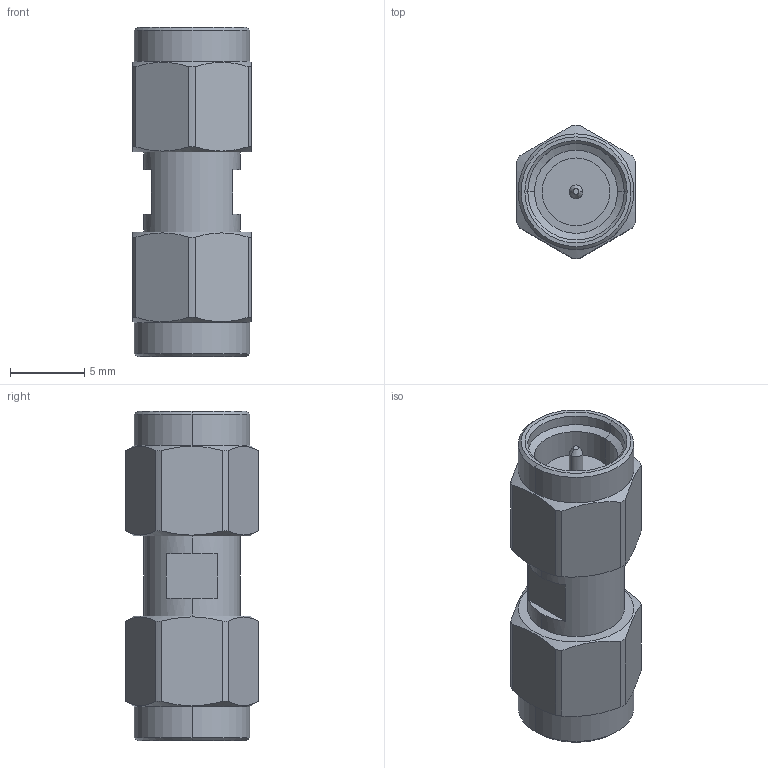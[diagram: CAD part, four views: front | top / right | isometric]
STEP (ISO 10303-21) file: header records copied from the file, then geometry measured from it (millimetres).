
FILE_DESCRIPTION (( 'STEP AP214' ), '1' );
FILE_NAME ('J01154A0031.STEP', '2013-04-19T08:17:08', ( 'Wartung1' ), ( '' ), 'SwSTEP 2.0', 'SolidWorks 2012', '' );
FILE_SCHEMA (( 'AUTOMOTIVE_DESIGN' ));
Length unit declared in the file: millimetre
Products named in the file (1): J01154A0031
Bounding box: 8 x 9 x 22.2 mm (x, y, z)
Volume: 889.9 mm3; surface area: 883.8 mm2
Topology: 1 solids, 1 shells, 86 faces, 204 edges, 128 vertices
Faces by surface type: cylinder 34, plane 28, cone 24
Entity records: 2694 total; most frequent: CARTESIAN_POINT 611, DIRECTION 438, ORIENTED_EDGE 408, EDGE_CURVE 204, AXIS2_PLACEMENT_3D 179, VERTEX_POINT 128, EDGE_LOOP 94, CIRCLE 92
